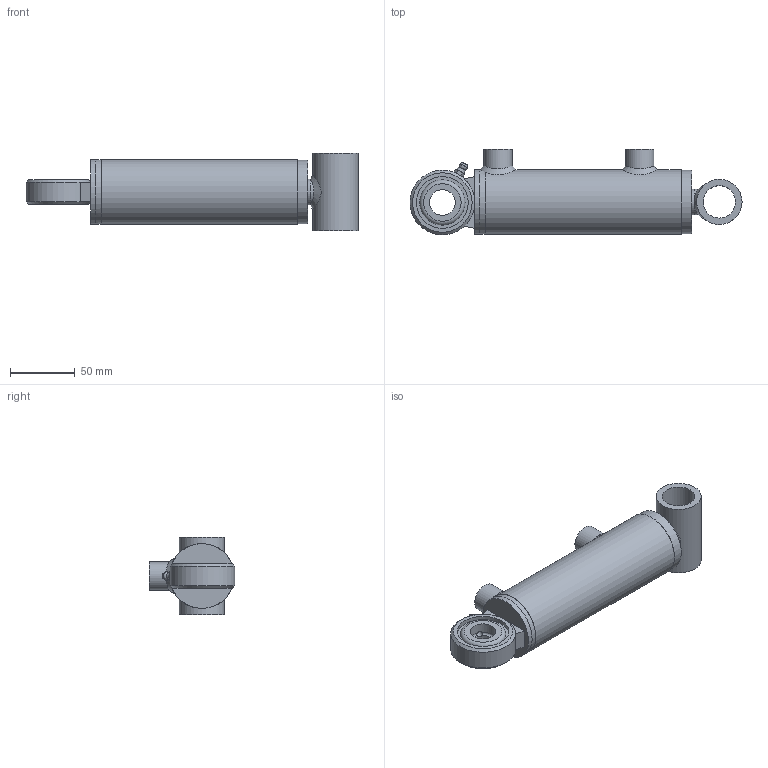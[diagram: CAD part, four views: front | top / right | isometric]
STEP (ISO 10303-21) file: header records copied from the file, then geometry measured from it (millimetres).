
FILE_DESCRIPTION(/* description */ (''),/* implementation_level */ '2;1');
FILE_NAME(/* name */ 'CY0400200090K20B25-3.stp',/* time_stamp */ '2023-01-23T15:16:24+01:00',/* author */ ('msn'),/* organization */ (''),/* preprocessor_version */ 'ST-DEVELOPER v19.2',/* originating_system */ 'Autodesk Inventor 2023',/* authorisation */ '');
FILE_SCHEMA (('AUTOMOTIVE_DESIGN { 1 0 10303 214 3 1 1 }'));
Length unit declared in the file: millimetre
Products named in the file (10): CY0400200 STD; CY0400200 STD_1; rør; indskruning; stok; NBF000040050; bøsning 1-4''; bøsning; leje; CSN 02 7421 - M6coned short
Assembly tree (8 placements, depth 2):
  CY0400200 STD
    CY0400200 STD_1
    rør
    indskruning
    stok
    NBF000040050
    bøsning
    leje
    CSN 02 7421 - M6coned short
  bøsning 1-4''
Bounding box: 256.52 x 66.26 x 60 mm (x, y, z)
Volume: 256277.8 mm3; surface area: 97083.9 mm2
Topology: 14 solids, 14 shells, 110 faces, 237 edges, 153 vertices
Faces by surface type: plane 40, cylinder 35, cone 25, torus 5, bspline 4, sphere 1
Full cylindrical faces by diameter (mm): 3 x1, 4.917 x1, 6 x3, 11.445 x2, 20 x4, 22 x4, 25 x1, 35 x2, 40 x3, 42 x1, 49 x1, 50 x4
Entity records: 5045 total; most frequent: CARTESIAN_POINT 2416, DIRECTION 497, ORIENTED_EDGE 448, EDGE_CURVE 224, AXIS2_PLACEMENT_3D 218, VERTEX_POINT 146, EDGE_LOOP 128, FACE_OUTER_BOUND 104
